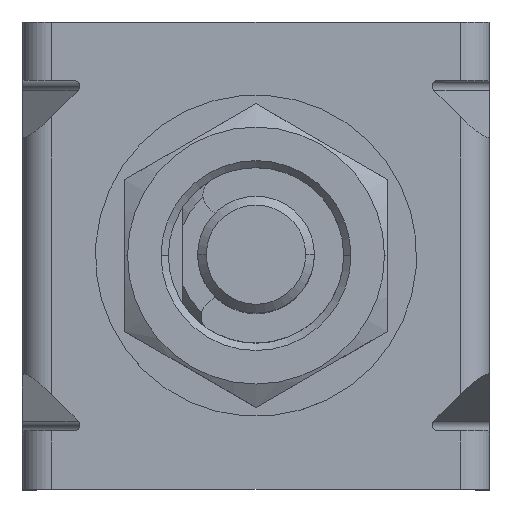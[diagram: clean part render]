
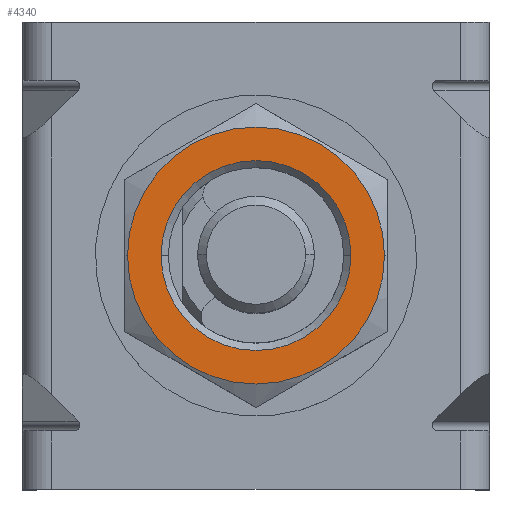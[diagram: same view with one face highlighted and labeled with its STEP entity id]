
A CAD part, top view. The second image highlights one B-rep face of the part: STEP entity #4340.
In plain terms, the highlighted planar face has unit normal (0, 0, 1).
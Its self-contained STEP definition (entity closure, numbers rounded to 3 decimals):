
#608 = CARTESIAN_POINT ( 'NONE',  ( -3.25, 0., 2. ) ) ;
#1445 = ORIENTED_EDGE ( 'NONE', *, *, #13297, .F. ) ;
#1454 = AXIS2_PLACEMENT_3D ( 'NONE', #9116, #9055, #11657 ) ;
#1489 = AXIS2_PLACEMENT_3D ( 'NONE', #3355, #3472, #15528 ) ;
#1876 = VERTEX_POINT ( 'NONE', #13222 ) ;
#2129 = CARTESIAN_POINT ( 'NONE',  ( 0., 0., 2. ) ) ;
#2479 = DIRECTION ( 'NONE',  ( 0., 0., -1. ) ) ;
#2764 = FACE_BOUND ( 'NONE', #7211, .T. ) ;
#3355 = CARTESIAN_POINT ( 'NONE',  ( -4.5, -2.598, 2. ) ) ;
#3472 = DIRECTION ( 'NONE',  ( 0., 0., -1. ) ) ;
#4289 = DIRECTION ( 'NONE',  ( -1., 0., 0. ) ) ;
#4340 = ADVANCED_FACE ( 'NONE', ( #14799, #2764 ), #10228, .F. ) ;
#4821 = VERTEX_POINT ( 'NONE', #608 ) ;
#5268 = VERTEX_POINT ( 'NONE', #15145 ) ;
#6103 = ORIENTED_EDGE ( 'NONE', *, *, #13878, .F. ) ;
#6114 = ORIENTED_EDGE ( 'NONE', *, *, #16755, .T. ) ;
#6856 = AXIS2_PLACEMENT_3D ( 'NONE', #10500, #2479, #17211 ) ;
#7211 = EDGE_LOOP ( 'NONE', ( #12282, #6114 ) ) ;
#7630 = CIRCLE ( 'NONE', #6856, 3.25 ) ;
#8905 = EDGE_CURVE ( 'NONE', #9054, #4821, #7630, .T. ) ;
#9054 = VERTEX_POINT ( 'NONE', #12555 ) ;
#9055 = DIRECTION ( 'NONE',  ( 0., 0., -1. ) ) ;
#9116 = CARTESIAN_POINT ( 'NONE',  ( 0., 0., 2. ) ) ;
#10228 = PLANE ( 'NONE',  #1489 ) ;
#10295 = CIRCLE ( 'NONE', #17083, 3.25 ) ;
#10500 = CARTESIAN_POINT ( 'NONE',  ( 0., 0., 2. ) ) ;
#10729 = CARTESIAN_POINT ( 'NONE',  ( 0., 0., 2. ) ) ;
#10959 = DIRECTION ( 'NONE',  ( 0., 0., -1. ) ) ;
#11657 = DIRECTION ( 'NONE',  ( -1., 0., 0. ) ) ;
#12282 = ORIENTED_EDGE ( 'NONE', *, *, #8905, .T. ) ;
#12555 = CARTESIAN_POINT ( 'NONE',  ( 3.25, 0., 2. ) ) ;
#12915 = CIRCLE ( 'NONE', #13716, 4.4 ) ;
#13154 = CIRCLE ( 'NONE', #1454, 4.4 ) ;
#13222 = CARTESIAN_POINT ( 'NONE',  ( 4.4, 0., 2. ) ) ;
#13297 = EDGE_CURVE ( 'NONE', #1876, #5268, #13154, .T. ) ;
#13716 = AXIS2_PLACEMENT_3D ( 'NONE', #10729, #10959, #4289 ) ;
#13878 = EDGE_CURVE ( 'NONE', #5268, #1876, #12915, .T. ) ;
#14799 = FACE_OUTER_BOUND ( 'NONE', #16269, .T. ) ;
#15145 = CARTESIAN_POINT ( 'NONE',  ( -4.4, 0., 2. ) ) ;
#15238 = DIRECTION ( 'NONE',  ( 1., 0., 0. ) ) ;
#15291 = DIRECTION ( 'NONE',  ( 0., 0., -1. ) ) ;
#15528 = DIRECTION ( 'NONE',  ( -1., 0., 0. ) ) ;
#16269 = EDGE_LOOP ( 'NONE', ( #6103, #1445 ) ) ;
#16755 = EDGE_CURVE ( 'NONE', #4821, #9054, #10295, .T. ) ;
#17083 = AXIS2_PLACEMENT_3D ( 'NONE', #2129, #15291, #15238 ) ;
#17211 = DIRECTION ( 'NONE',  ( 1., 0., 0. ) ) ;
